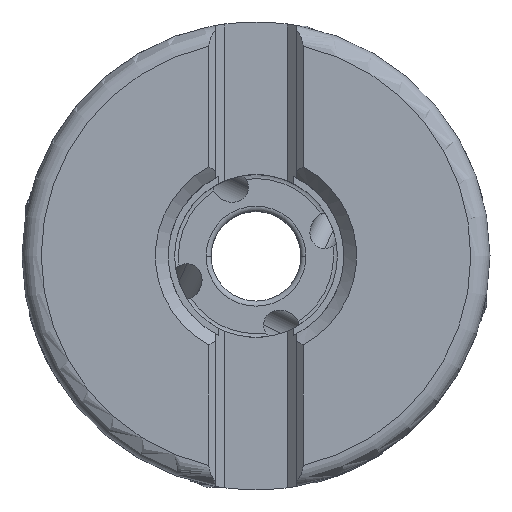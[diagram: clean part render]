
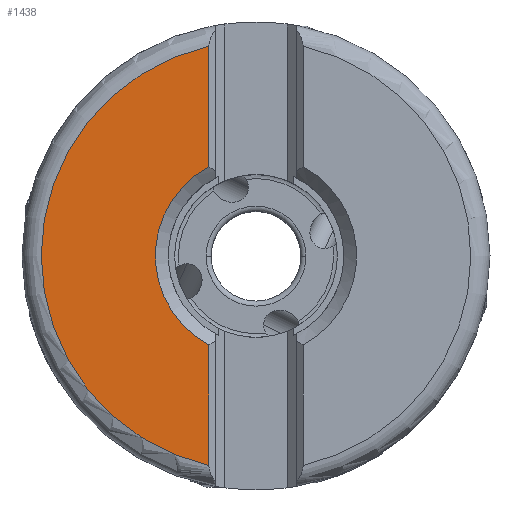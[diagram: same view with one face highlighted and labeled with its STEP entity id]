
A CAD part, top view. The second image highlights one B-rep face of the part: STEP entity #1438.
In plain terms, the highlighted planar face has unit normal (0, 0, 1).
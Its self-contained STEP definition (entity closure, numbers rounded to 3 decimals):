
#315=PLANE('',#8876);
#599=LINE('',#16411,#1033);
#600=LINE('',#16429,#1034);
#1033=VECTOR('',#10430,1.);
#1034=VECTOR('',#10437,1.);
#1438=ADVANCED_FACE('',(#2059),#315,.T.);
#2059=FACE_OUTER_BOUND('',#2525,.T.);
#2525=EDGE_LOOP('',(#4410,#4411,#4412,#4413));
#3042=CIRCLE('',#8870,16.756);
#3043=CIRCLE('',#8873,7.85);
#4410=ORIENTED_EDGE('',*,*,#7283,.F.);
#4411=ORIENTED_EDGE('',*,*,#7289,.T.);
#4412=ORIENTED_EDGE('',*,*,#7287,.F.);
#4413=ORIENTED_EDGE('',*,*,#7285,.F.);
#6250=VERTEX_POINT('',#16397);
#6251=VERTEX_POINT('',#16399);
#6252=VERTEX_POINT('',#16412);
#6253=VERTEX_POINT('',#16421);
#7283=EDGE_CURVE('',#6250,#6251,#3042,.T.);
#7285=EDGE_CURVE('',#6251,#6252,#599,.T.);
#7287=EDGE_CURVE('',#6252,#6253,#3043,.T.);
#7289=EDGE_CURVE('',#6250,#6253,#600,.T.);
#8870=AXIS2_PLACEMENT_3D('',#16398,#10426,#10427);
#8873=AXIS2_PLACEMENT_3D('',#16420,#10433,#10434);
#8876=AXIS2_PLACEMENT_3D('',#16431,#10440,#10441);
#10426=DIRECTION('',(0.,0.,-1.));
#10427=DIRECTION('',(-0.219,-0.976,0.));
#10430=DIRECTION('',(0.,-1.,0.));
#10433=DIRECTION('',(0.,0.,1.));
#10434=DIRECTION('',(-0.468,0.884,0.));
#10437=DIRECTION('',(0.,1.,0.));
#10440=DIRECTION('',(0.,0.,1.));
#10441=DIRECTION('',(-1.,0.,0.));
#16397=CARTESIAN_POINT('',(-3.675,-16.348,0.));
#16398=CARTESIAN_POINT('',(0.,0.,0.));
#16399=CARTESIAN_POINT('',(-3.675,16.348,0.));
#16411=CARTESIAN_POINT('',(-3.675,16.348,0.));
#16412=CARTESIAN_POINT('',(-3.675,6.937,0.));
#16420=CARTESIAN_POINT('',(0.,0.,0.));
#16421=CARTESIAN_POINT('',(-3.675,-6.937,0.));
#16429=CARTESIAN_POINT('',(-3.675,-16.348,0.));
#16431=CARTESIAN_POINT('',(-10.217,0.,0.));
